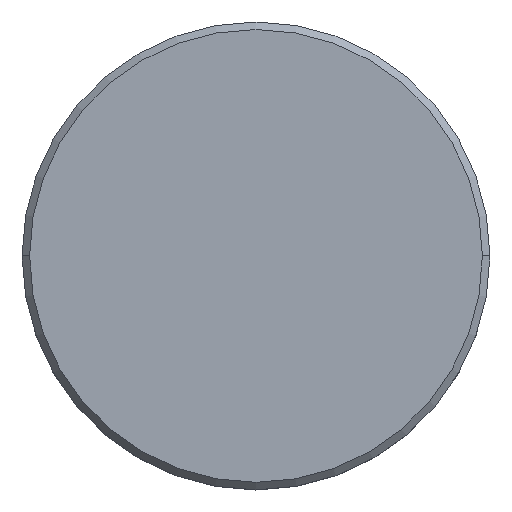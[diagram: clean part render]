
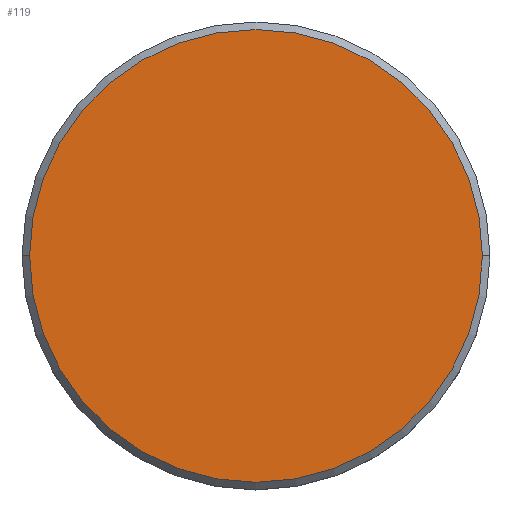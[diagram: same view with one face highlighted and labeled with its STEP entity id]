
A CAD part, top view. The second image highlights one B-rep face of the part: STEP entity #119.
In plain terms, the highlighted planar face has unit normal (0, 0, 1).
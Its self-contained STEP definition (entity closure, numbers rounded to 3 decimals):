
#116 = AXIS2_PLACEMENT_3D ( 'NONE', #511, #247, #801 ) ;
#119 = ADVANCED_FACE ( 'NONE', ( #478 ), #673, .T. ) ;
#121 = DIRECTION ( 'NONE',  ( 0., 0., 1. ) ) ;
#149 = CARTESIAN_POINT ( 'NONE',  ( -15., 0., 0. ) ) ;
#150 = AXIS2_PLACEMENT_3D ( 'NONE', #1154, #121, #520 ) ;
#205 = EDGE_LOOP ( 'NONE', ( #558, #577 ) ) ;
#247 = DIRECTION ( 'NONE',  ( 0., 0., 1. ) ) ;
#279 = DIRECTION ( 'NONE',  ( 1., 0., 0. ) ) ;
#338 = CIRCLE ( 'NONE', #116, 15. ) ;
#367 = DIRECTION ( 'NONE',  ( 0., 0., 1. ) ) ;
#382 = EDGE_CURVE ( 'NONE', #942, #1007, #393, .T. ) ;
#393 = CIRCLE ( 'NONE', #1044, 15. ) ;
#478 = FACE_OUTER_BOUND ( 'NONE', #205, .T. ) ;
#511 = CARTESIAN_POINT ( 'NONE',  ( 0., 0., 0. ) ) ;
#520 = DIRECTION ( 'NONE',  ( 1., 0., 0. ) ) ;
#558 = ORIENTED_EDGE ( 'NONE', *, *, #382, .T. ) ;
#577 = ORIENTED_EDGE ( 'NONE', *, *, #966, .T. ) ;
#673 = PLANE ( 'NONE',  #150 ) ;
#801 = DIRECTION ( 'NONE',  ( 1., 0., 0. ) ) ;
#882 = CARTESIAN_POINT ( 'NONE',  ( 15., 0., 0. ) ) ;
#911 = CARTESIAN_POINT ( 'NONE',  ( 0., 0., 0. ) ) ;
#942 = VERTEX_POINT ( 'NONE', #149 ) ;
#966 = EDGE_CURVE ( 'NONE', #1007, #942, #338, .T. ) ;
#1007 = VERTEX_POINT ( 'NONE', #882 ) ;
#1044 = AXIS2_PLACEMENT_3D ( 'NONE', #911, #367, #279 ) ;
#1154 = CARTESIAN_POINT ( 'NONE',  ( 0., 0., 0. ) ) ;
